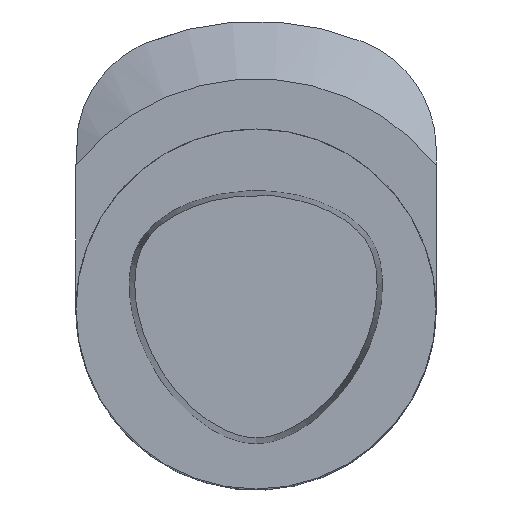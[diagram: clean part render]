
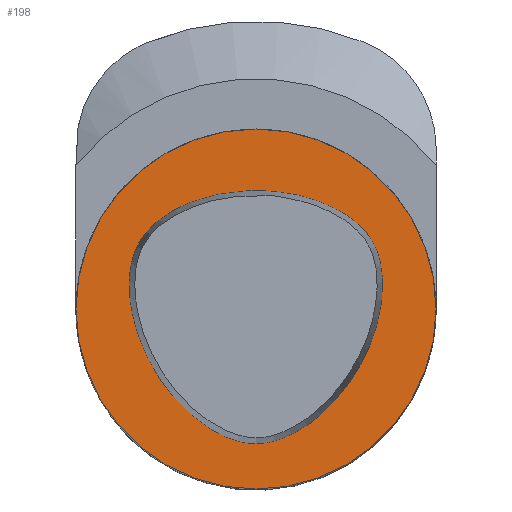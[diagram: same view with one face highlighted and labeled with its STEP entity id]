
A CAD part, top view. The second image highlights one B-rep face of the part: STEP entity #198.
In plain terms, the highlighted planar face has unit normal (0, 0, 1).
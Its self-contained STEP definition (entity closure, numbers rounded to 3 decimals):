
#151=EDGE_CURVE('240[2]',#349,#349,#350,.T.);
#198=ADVANCED_FACE('240[2]',(#405,#406),#407,.F.);
#227=EDGE_CURVE('240[2]',#443,#443,#444,.T.);
#349=VERTEX_POINT('',#600);
#350=B_SPLINE_CURVE_WITH_KNOTS('',3,(#601,#602,#603,#604,#605,#606,#607,#608,#609,#610,#611,#612,#613,#614,#615,#616,#617,#618,#619,#620,#621,#622,#623,#624,#625,#626,#627,#628,#629,#630,#631,#632,#633,#634,#635,#636,#637,#638,#639,#640,#641,#642,#643,#644,#645,#646,#647,#648,#649,#650,#651,#652,#653,#654,#655,#656,#657,#658,#659,#660,#661,#662,#663,#664,#665,#666,#667,#668,#669,#670,#671,#672,#673,#674,#675,#676,#677,#678,#679,#680,#681,#682,#683,#684,#685,#686,#687,#688,#689,#690,#691,#692,#693,#694,#695,#696),.UNSPECIFIED.,.T.,.F.,(4,2,2,2,2,2,2,2,2,2,2,2,2,2,2,2,2,2,2,2,2,2,2,2,2,2,2,2,2,2,2,2,2,2,2,2,2,2,2,2,2,2,2,2,2,2,2,4),(0.0,0.,0.023,0.046,0.069,0.091,0.112,0.133,0.153,0.173,0.194,0.214,0.236,0.257,0.28,0.302,0.326,0.349,0.372,0.395,0.417,0.438,0.459,0.48,0.5,0.52,0.541,0.562,0.583,0.605,0.628,0.651,0.674,0.698,0.72,0.743,0.764,0.786,0.806,0.827,0.847,0.867,0.888,0.909,0.931,0.954,0.977,1.0),.UNSPECIFIED.);
#405=FACE_OUTER_BOUND('',#1194,.T.);
#406=FACE_BOUND('',#1195,.T.);
#407=PLANE('',#1196);
#443=VERTEX_POINT('',#1252);
#444=CIRCLE('',#1253,24.99);
#600=CARTESIAN_POINT('',(0.001,-18.694,0.0));
#601=CARTESIAN_POINT('',(0.001,-18.694,0.0));
#602=CARTESIAN_POINT('',(0.011,-18.694,0.0));
#603=CARTESIAN_POINT('',(0.02,-18.694,0.0));
#604=CARTESIAN_POINT('',(0.871,-18.695,0.0));
#605=CARTESIAN_POINT('',(1.713,-18.556,0.0));
#606=CARTESIAN_POINT('',(3.347,-18.108,0.0));
#607=CARTESIAN_POINT('',(4.138,-17.797,0.0));
#608=CARTESIAN_POINT('',(5.644,-17.061,0.0));
#609=CARTESIAN_POINT('',(6.361,-16.639,0.0));
#610=CARTESIAN_POINT('',(7.712,-15.718,0.0));
#611=CARTESIAN_POINT('',(8.348,-15.221,0.0));
#612=CARTESIAN_POINT('',(9.549,-14.18,0.0));
#613=CARTESIAN_POINT('',(10.114,-13.638,0.0));
#614=CARTESIAN_POINT('',(11.179,-12.514,0.0));
#615=CARTESIAN_POINT('',(11.678,-11.934,0.0));
#616=CARTESIAN_POINT('',(12.616,-10.742,0.0));
#617=CARTESIAN_POINT('',(13.055,-10.13,0.0));
#618=CARTESIAN_POINT('',(13.877,-8.876,0.0));
#619=CARTESIAN_POINT('',(14.26,-8.233,0.0));
#620=CARTESIAN_POINT('',(14.972,-6.916,0.0));
#621=CARTESIAN_POINT('',(15.3,-6.242,0.0));
#622=CARTESIAN_POINT('',(15.902,-4.857,0.0));
#623=CARTESIAN_POINT('',(16.174,-4.147,0.0));
#624=CARTESIAN_POINT('',(16.658,-2.689,0.0));
#625=CARTESIAN_POINT('',(16.869,-1.941,0.0));
#626=CARTESIAN_POINT('',(17.218,-0.406,0.0));
#627=CARTESIAN_POINT('',(17.354,0.381,0.0));
#628=CARTESIAN_POINT('',(17.542,1.99,0.0));
#629=CARTESIAN_POINT('',(17.59,2.813,0.0));
#630=CARTESIAN_POINT('',(17.564,4.476,0.0));
#631=CARTESIAN_POINT('',(17.486,5.317,0.0));
#632=CARTESIAN_POINT('',(17.171,6.985,0.0));
#633=CARTESIAN_POINT('',(16.933,7.811,0.0));
#634=CARTESIAN_POINT('',(16.223,9.36,0.0));
#635=CARTESIAN_POINT('',(15.753,10.083,0.0));
#636=CARTESIAN_POINT('',(14.646,11.379,0.0));
#637=CARTESIAN_POINT('',(14.011,11.953,0.0));
#638=CARTESIAN_POINT('',(12.665,12.971,0.0));
#639=CARTESIAN_POINT('',(11.955,13.418,0.0));
#640=CARTESIAN_POINT('',(10.5,14.197,0.0));
#641=CARTESIAN_POINT('',(9.758,14.532,0.0));
#642=CARTESIAN_POINT('',(8.263,15.113,0.0));
#643=CARTESIAN_POINT('',(7.511,15.361,0.0));
#644=CARTESIAN_POINT('',(6.005,15.774,0.0));
#645=CARTESIAN_POINT('',(5.251,15.94,0.0));
#646=CARTESIAN_POINT('',(3.745,16.178,0.0));
#647=CARTESIAN_POINT('',(2.993,16.252,0.0));
#648=CARTESIAN_POINT('',(1.489,16.39,0.0));
#649=CARTESIAN_POINT('',(0.738,16.454,0.0));
#650=CARTESIAN_POINT('',(-0.759,16.454,0.0));
#651=CARTESIAN_POINT('',(-1.505,16.392,0.0));
#652=CARTESIAN_POINT('',(-3.002,16.253,0.0));
#653=CARTESIAN_POINT('',(-3.753,16.176,0.0));
#654=CARTESIAN_POINT('',(-5.259,15.935,0.0));
#655=CARTESIAN_POINT('',(-6.013,15.769,0.0));
#656=CARTESIAN_POINT('',(-7.522,15.364,0.0));
#657=CARTESIAN_POINT('',(-8.275,15.122,0.0));
#658=CARTESIAN_POINT('',(-9.771,14.545,0.0));
#659=CARTESIAN_POINT('',(-10.514,14.208,0.0));
#660=CARTESIAN_POINT('',(-11.964,13.421,0.0));
#661=CARTESIAN_POINT('',(-12.67,12.968,0.0));
#662=CARTESIAN_POINT('',(-14.011,11.942,0.0));
#663=CARTESIAN_POINT('',(-14.644,11.366,0.0));
#664=CARTESIAN_POINT('',(-15.747,10.068,0.0));
#665=CARTESIAN_POINT('',(-16.217,9.345,0.0));
#666=CARTESIAN_POINT('',(-16.93,7.799,0.0));
#667=CARTESIAN_POINT('',(-17.173,6.976,0.0));
#668=CARTESIAN_POINT('',(-17.495,5.311,0.0));
#669=CARTESIAN_POINT('',(-17.574,4.469,0.0));
#670=CARTESIAN_POINT('',(-17.598,2.805,0.0));
#671=CARTESIAN_POINT('',(-17.546,1.982,0.0));
#672=CARTESIAN_POINT('',(-17.353,0.374,0.0));
#673=CARTESIAN_POINT('',(-17.214,-0.413,0.0));
#674=CARTESIAN_POINT('',(-16.864,-1.947,0.0));
#675=CARTESIAN_POINT('',(-16.655,-2.696,0.0));
#676=CARTESIAN_POINT('',(-16.172,-4.154,0.0));
#677=CARTESIAN_POINT('',(-15.9,-4.864,0.0));
#678=CARTESIAN_POINT('',(-15.298,-6.248,0.0));
#679=CARTESIAN_POINT('',(-14.969,-6.923,0.0));
#680=CARTESIAN_POINT('',(-14.256,-8.24,0.0));
#681=CARTESIAN_POINT('',(-13.873,-8.882,0.0));
#682=CARTESIAN_POINT('',(-13.052,-10.136,0.0));
#683=CARTESIAN_POINT('',(-12.612,-10.748,0.0));
#684=CARTESIAN_POINT('',(-11.674,-11.94,0.0));
#685=CARTESIAN_POINT('',(-11.173,-12.519,0.0));
#686=CARTESIAN_POINT('',(-10.107,-13.641,0.0));
#687=CARTESIAN_POINT('',(-9.541,-14.183,0.0));
#688=CARTESIAN_POINT('',(-8.337,-15.22,0.0));
#689=CARTESIAN_POINT('',(-7.7,-15.714,0.0));
#690=CARTESIAN_POINT('',(-6.351,-16.64,0.0));
#691=CARTESIAN_POINT('',(-5.639,-17.071,0.0));
#692=CARTESIAN_POINT('',(-4.137,-17.815,0.0));
#693=CARTESIAN_POINT('',(-3.346,-18.127,0.0));
#694=CARTESIAN_POINT('',(-1.703,-18.565,0.0));
#695=CARTESIAN_POINT('',(-0.849,-18.69,0.0));
#696=CARTESIAN_POINT('',(0.001,-18.694,0.0));
#1194=EDGE_LOOP('',(#1474));
#1195=EDGE_LOOP('',(#1475));
#1196=AXIS2_PLACEMENT_3D('',#1476,#1477,#1478);
#1252=CARTESIAN_POINT('',(0.,24.99,0.));
#1253=AXIS2_PLACEMENT_3D('',#1532,#1533,#1534);
#1474=ORIENTED_EDGE('',*,*,#227,.T.);
#1475=ORIENTED_EDGE('',*,*,#151,.F.);
#1476=CARTESIAN_POINT('',(0.,12.495,0.));
#1477=DIRECTION('',(-0.0,-0.0,-1.0));
#1478=DIRECTION('',(0.0,-1.0,0.0));
#1532=CARTESIAN_POINT('',(0.0,0.0,0.0));
#1533=DIRECTION('',(0.0,-0.0,1.0));
#1534=DIRECTION('',(0.0,1.0,0.0));
